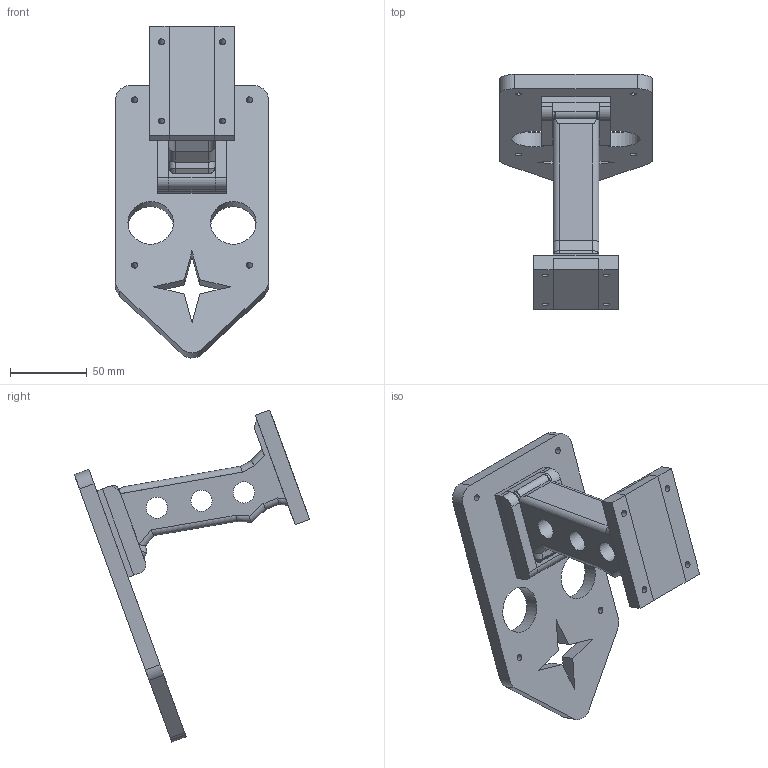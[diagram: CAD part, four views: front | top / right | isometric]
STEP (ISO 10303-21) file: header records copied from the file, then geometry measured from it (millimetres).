
FILE_DESCRIPTION(('FreeCAD Model'),'2;1');
FILE_NAME('stand.step', '2024-09-13T03:14:56',('Author'),(''), 'Open CASCADE STEP processor 7.3','FreeCAD','Unknown');
FILE_SCHEMA(('AUTOMOTIVE_DESIGN { 1 0 10303 214 1 1 1 1 }'));
Length unit declared in the file: millimetre
Products named in the file (1): handle_002
Bounding box: 100 x 153.6 x 216.82 mm (x, y, z)
Volume: 469725.7 mm3; surface area: 94664.5 mm2
Topology: 2 solids, 2 shells, 184 faces, 473 edges, 297 vertices
Faces by surface type: plane 100, cylinder 81, bspline 3
Full cylindrical faces by diameter (mm): 4 x8, 4.05 x4, 6 x1, 13.877 x6, 29.728 x2
Entity records: 12630 total; most frequent: CARTESIAN_POINT 3200, DIRECTION 1729, LINE 1076, VECTOR 1076, ORIENTED_EDGE 946, PCURVE 946, DEFINITIONAL_REPRESENTATION 946, EDGE_CURVE 473
